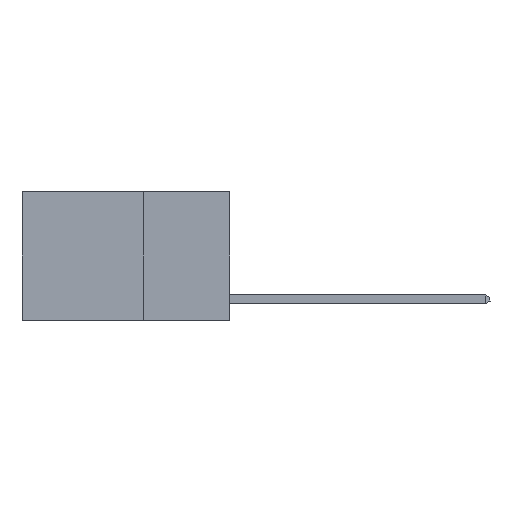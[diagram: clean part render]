
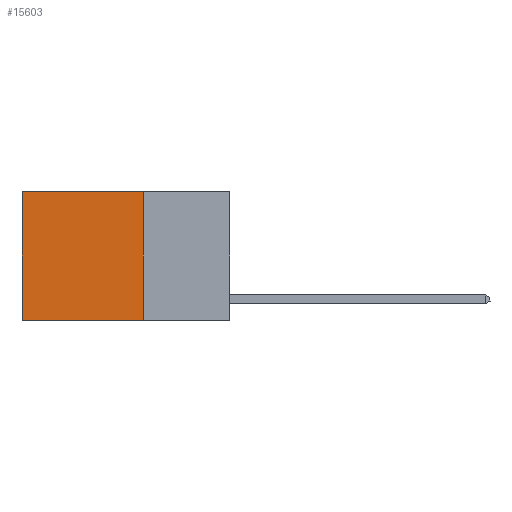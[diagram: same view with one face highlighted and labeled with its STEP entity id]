
A CAD part, left-side view. The second image highlights one B-rep face of the part: STEP entity #15603.
In plain terms, the highlighted planar face has unit normal (-1, 0, 0).
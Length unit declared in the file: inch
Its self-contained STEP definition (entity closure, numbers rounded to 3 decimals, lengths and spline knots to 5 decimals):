
#399 = VECTOR ( 'NONE', #15210, 39.37008 ) ;
#523 = VECTOR ( 'NONE', #20737, 39.37008 ) ;
#1828 = VECTOR ( 'NONE', #7109, 39.37008 ) ;
#2934 = VERTEX_POINT ( 'NONE', #14277 ) ;
#4472 = EDGE_CURVE ( 'NONE', #4810, #6049, #8594, .T. ) ;
#4810 = VERTEX_POINT ( 'NONE', #20948 ) ;
#5155 = EDGE_LOOP ( 'NONE', ( #19718, #15150, #19058, #8936 ) ) ;
#5382 = CARTESIAN_POINT ( 'NONE',  ( 0.2625, 0.25, 0. ) ) ;
#5655 = EDGE_CURVE ( 'NONE', #4810, #2934, #6250, .T. ) ;
#5906 = PLANE ( 'NONE',  #19878 ) ;
#5959 = FACE_OUTER_BOUND ( 'NONE', #5155, .T. ) ;
#6049 = VERTEX_POINT ( 'NONE', #7887 ) ;
#6250 = LINE ( 'NONE', #5382, #1828 ) ;
#6872 = CARTESIAN_POINT ( 'NONE',  ( 0.2625, 0.25, -0.37 ) ) ;
#7109 = DIRECTION ( 'NONE',  ( 0., 1., 0. ) ) ;
#7239 = DIRECTION ( 'NONE',  ( 0., 0., -1. ) ) ;
#7887 = CARTESIAN_POINT ( 'NONE',  ( 0.2625, 0.25, -0.37 ) ) ;
#8594 = LINE ( 'NONE', #10286, #18460 ) ;
#8698 = DIRECTION ( 'NONE',  ( 0., 0., -1. ) ) ;
#8936 = ORIENTED_EDGE ( 'NONE', *, *, #5655, .T. ) ;
#9297 = LINE ( 'NONE', #17523, #523 ) ;
#10111 = EDGE_CURVE ( 'NONE', #2934, #19938, #9297, .T. ) ;
#10286 = CARTESIAN_POINT ( 'NONE',  ( 0.2625, 0.25, 0. ) ) ;
#10696 = CARTESIAN_POINT ( 'NONE',  ( 0.2625, 0.25, 0. ) ) ;
#10766 = DIRECTION ( 'NONE',  ( 1., 0., 0. ) ) ;
#14083 = CARTESIAN_POINT ( 'NONE',  ( 0.2625, 0.6, -0.37 ) ) ;
#14277 = CARTESIAN_POINT ( 'NONE',  ( 0.2625, 0.6, 0. ) ) ;
#15150 = ORIENTED_EDGE ( 'NONE', *, *, #18069, .F. ) ;
#15210 = DIRECTION ( 'NONE',  ( 0., 1., 0. ) ) ;
#15603 = ADVANCED_FACE ( 'NONE', ( #5959 ), #5906, .F. ) ;
#17523 = CARTESIAN_POINT ( 'NONE',  ( 0.2625, 0.6, 0. ) ) ;
#18069 = EDGE_CURVE ( 'NONE', #6049, #19938, #20138, .T. ) ;
#18460 = VECTOR ( 'NONE', #8698, 39.37008 ) ;
#19058 = ORIENTED_EDGE ( 'NONE', *, *, #4472, .F. ) ;
#19718 = ORIENTED_EDGE ( 'NONE', *, *, #10111, .T. ) ;
#19878 = AXIS2_PLACEMENT_3D ( 'NONE', #10696, #10766, #7239 ) ;
#19938 = VERTEX_POINT ( 'NONE', #14083 ) ;
#20138 = LINE ( 'NONE', #6872, #399 ) ;
#20737 = DIRECTION ( 'NONE',  ( 0., 0., -1. ) ) ;
#20948 = CARTESIAN_POINT ( 'NONE',  ( 0.2625, 0.25, 0. ) ) ;
